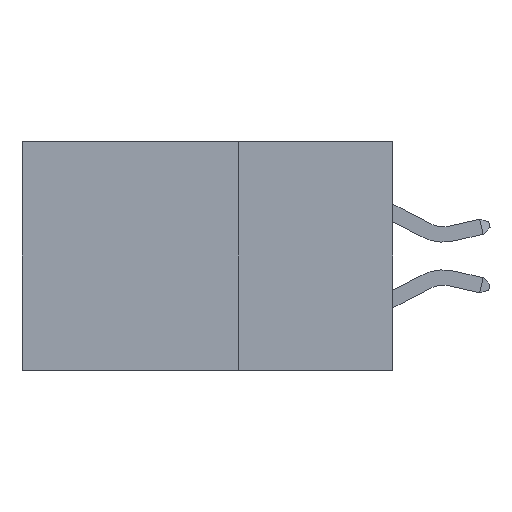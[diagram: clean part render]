
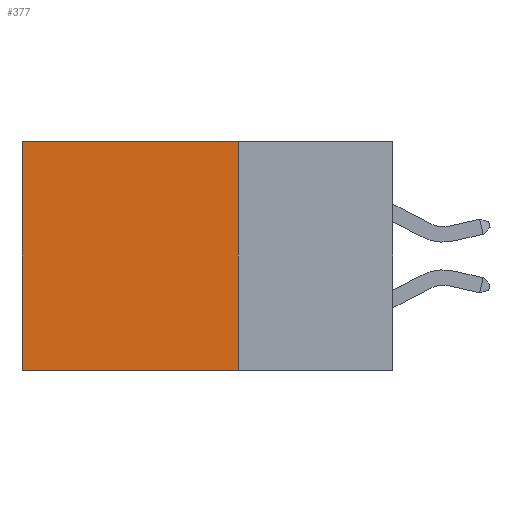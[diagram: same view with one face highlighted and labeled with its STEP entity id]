
A CAD part, left-side view. The second image highlights one B-rep face of the part: STEP entity #377.
In plain terms, the highlighted planar face has unit normal (-1, 0, 0).
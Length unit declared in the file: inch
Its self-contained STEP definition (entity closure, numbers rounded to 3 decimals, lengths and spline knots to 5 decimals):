
#110 = CARTESIAN_POINT ( 'NONE',  ( 0.2875, 0.25, -0.37 ) ) ;
#289 = LINE ( 'NONE', #3336, #9545 ) ;
#377 = ADVANCED_FACE ( 'NONE', ( #4253 ), #549, .F. ) ;
#437 = CARTESIAN_POINT ( 'NONE',  ( 0.2875, 0.25, 0. ) ) ;
#549 = PLANE ( 'NONE',  #1631 ) ;
#1228 = EDGE_LOOP ( 'NONE', ( #11440, #10576, #3459, #1251 ) ) ;
#1251 = ORIENTED_EDGE ( 'NONE', *, *, #9106, .T. ) ;
#1631 = AXIS2_PLACEMENT_3D ( 'NONE', #437, #2350, #2236 ) ;
#2236 = DIRECTION ( 'NONE',  ( 0., 0., -1. ) ) ;
#2350 = DIRECTION ( 'NONE',  ( 1., 0., 0. ) ) ;
#2596 = VERTEX_POINT ( 'NONE', #8541 ) ;
#2650 = VECTOR ( 'NONE', #11362, 39.37008 ) ;
#3247 = CARTESIAN_POINT ( 'NONE',  ( 0.2875, 0.25, 0. ) ) ;
#3336 = CARTESIAN_POINT ( 'NONE',  ( 0.2875, 0.6, 0. ) ) ;
#3459 = ORIENTED_EDGE ( 'NONE', *, *, #7128, .F. ) ;
#3844 = VERTEX_POINT ( 'NONE', #8026 ) ;
#3993 = CARTESIAN_POINT ( 'NONE',  ( 0.2875, 0.25, 0. ) ) ;
#4253 = FACE_OUTER_BOUND ( 'NONE', #1228, .T. ) ;
#4891 = LINE ( 'NONE', #11471, #2650 ) ;
#6543 = VECTOR ( 'NONE', #11437, 39.37008 ) ;
#6752 = VECTOR ( 'NONE', #7458, 39.37008 ) ;
#7128 = EDGE_CURVE ( 'NONE', #2596, #10213, #9162, .T. ) ;
#7458 = DIRECTION ( 'NONE',  ( 0., 0., -1. ) ) ;
#7759 = VERTEX_POINT ( 'NONE', #11149 ) ;
#8026 = CARTESIAN_POINT ( 'NONE',  ( 0.2875, 0.6, -0.37 ) ) ;
#8541 = CARTESIAN_POINT ( 'NONE',  ( 0.2875, 0.25, 0. ) ) ;
#8964 = LINE ( 'NONE', #3247, #6543 ) ;
#9090 = EDGE_CURVE ( 'NONE', #7759, #3844, #289, .T. ) ;
#9106 = EDGE_CURVE ( 'NONE', #2596, #7759, #8964, .T. ) ;
#9162 = LINE ( 'NONE', #3993, #6752 ) ;
#9164 = EDGE_CURVE ( 'NONE', #10213, #3844, #4891, .T. ) ;
#9545 = VECTOR ( 'NONE', #9575, 39.37008 ) ;
#9575 = DIRECTION ( 'NONE',  ( 0., 0., -1. ) ) ;
#10213 = VERTEX_POINT ( 'NONE', #110 ) ;
#10576 = ORIENTED_EDGE ( 'NONE', *, *, #9164, .F. ) ;
#11149 = CARTESIAN_POINT ( 'NONE',  ( 0.2875, 0.6, 0. ) ) ;
#11362 = DIRECTION ( 'NONE',  ( 0., 1., 0. ) ) ;
#11437 = DIRECTION ( 'NONE',  ( 0., 1., 0. ) ) ;
#11440 = ORIENTED_EDGE ( 'NONE', *, *, #9090, .T. ) ;
#11471 = CARTESIAN_POINT ( 'NONE',  ( 0.2875, 0.25, -0.37 ) ) ;
